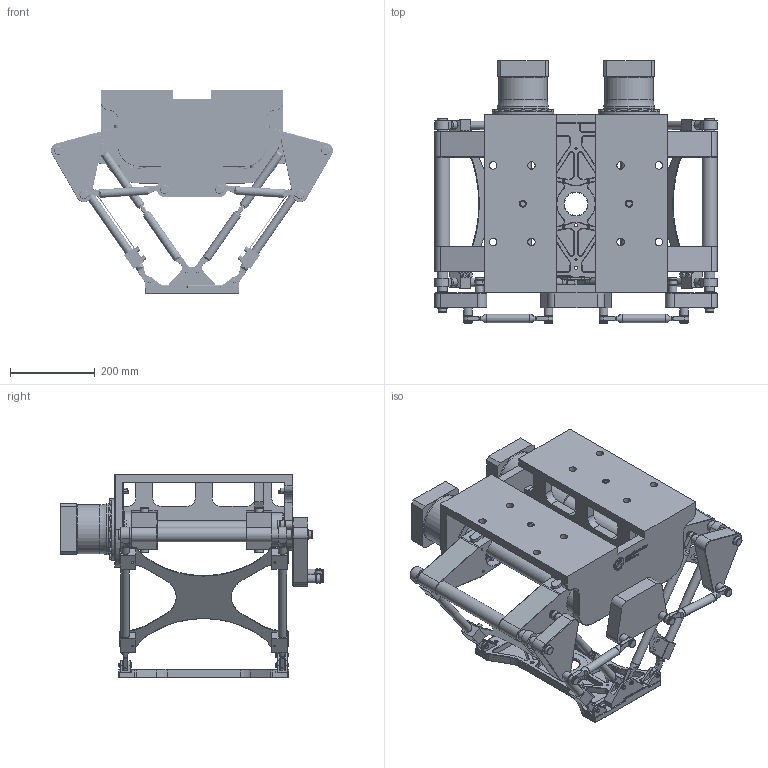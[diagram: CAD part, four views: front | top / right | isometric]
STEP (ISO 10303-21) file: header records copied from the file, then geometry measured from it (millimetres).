
FILE_DESCRIPTION(/* description */ (''),/* implementation_level */ '2;1');
FILE_NAME(/* name */ '3D-model_A_00094.stp',/* time_stamp */ '2022-02-24T16:32:48+01:00',/* author */ ('michael.schutter'),/* organization */ ('Majatronic'),/* preprocessor_version */ 'ST-DEVELOPER v16.5',/* originating_system */ 'Autodesk Inventor 2017',/* authorisation */ '');
FILE_SCHEMA (('AUTOMOTIVE_DESIGN { 1 0 10303 214 3 1 1 }'));
Products named in the file (10): MT_BGR00017514MT_BGR; MT_WST00053800MT_WST; MT_WST00055121MT_WST; MT_WST00053791MT_WST; MT_WST00053813MT_WST; MT_WST00053782MT_WST; MT_WST00053807MT_WST; MT_WST00053811MT_WST; MT_WST00053805MT_WST; MT_WST00053808MT_WST
Assembly tree (14 placements, depth 2):
  MT_BGR00017514MT_BGR
    MT_WST00053800MT_WST
    MT_WST00055121MT_WST  x2
    MT_WST00053791MT_WST  x2
    MT_WST00053813MT_WST  x2
    MT_WST00053782MT_WST
    MT_WST00053807MT_WST
    MT_WST00053808MT_WST  x2
    MT_WST00053811MT_WST  x2
    MT_WST00053805MT_WST
Bounding box: 664.17 x 618.5 x 480 mm (x, y, z)
Volume: 23192163.4 mm3; surface area: 2883347 mm2
Topology: 20 solids, 37 shells, 3049 faces, 6864 edges, 4393 vertices
Faces by surface type: plane 1603, cylinder 970, cone 368, torus 84, bspline 24
Full cylindrical faces by diameter (mm): 2 x5, 3 x5, 4.917 x22, 5 x64, 6.647 x8, 7.5 x2, 8 x84, 8.2 x24, 8.5 x64, 10 x2, 10.25 x6, 12 x11, 13 x72, 15 x8, 17.5 x8, 18 x48, 19.8 x8, 20 x42, 23 x8, 24 x2, 25 x8, 35 x2, 40 x4, 42 x4, 45 x2, 48 x4, 50 x2, 54.6 x2, 55 x1, 57.17 x1
Entity records: 64929 total; most frequent: CARTESIAN_POINT 14638, DIRECTION 10601, ORIENTED_EDGE 8978, EDGE_CURVE 4485, AXIS2_PLACEMENT_3D 4001, EDGE_LOOP 3153, VERTEX_POINT 3148, LINE 2599
